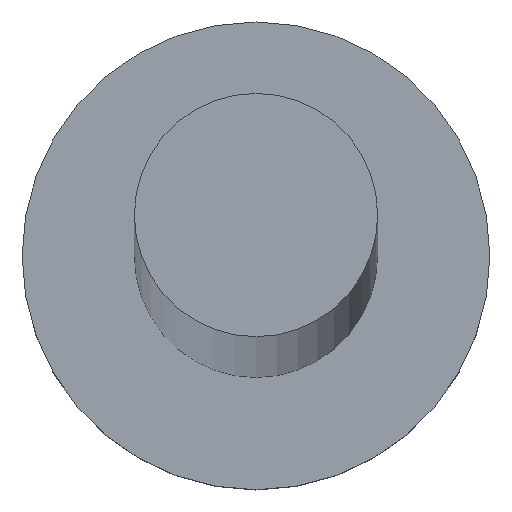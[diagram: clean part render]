
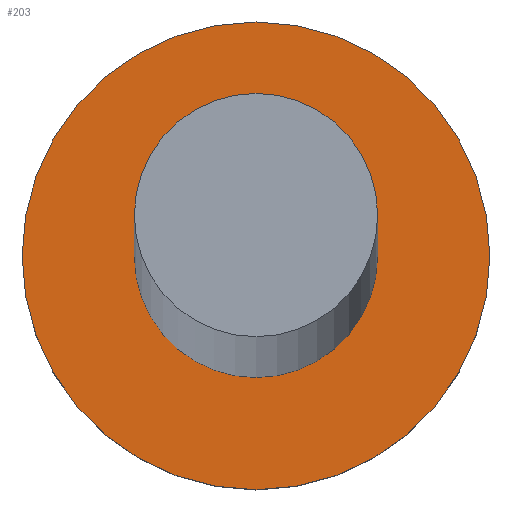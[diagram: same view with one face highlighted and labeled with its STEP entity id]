
A CAD part, top view. The second image highlights one B-rep face of the part: STEP entity #203.
In plain terms, the highlighted planar face has unit normal (0, 0, 1).
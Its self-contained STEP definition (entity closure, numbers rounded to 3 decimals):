
#2 = CIRCLE ( 'NONE', #22, 2.6 ) ;
#3 = ORIENTED_EDGE ( 'NONE', *, *, #199, .F. ) ;
#6 = CIRCLE ( 'NONE', #118, 2.6 ) ;
#14 = CIRCLE ( 'NONE', #116, 5. ) ;
#16 = AXIS2_PLACEMENT_3D ( 'NONE', #111, #212, #215 ) ;
#17 = CARTESIAN_POINT ( 'NONE',  ( -5., 0., 3. ) ) ;
#18 = DIRECTION ( 'NONE',  ( 0., 0., 1. ) ) ;
#19 = EDGE_CURVE ( 'NONE', #126, #168, #14, .T. ) ;
#22 = AXIS2_PLACEMENT_3D ( 'NONE', #75, #214, #33 ) ;
#26 = ORIENTED_EDGE ( 'NONE', *, *, #229, .F. ) ;
#33 = DIRECTION ( 'NONE',  ( 1., 0., 0. ) ) ;
#34 = FACE_BOUND ( 'NONE', #82, .T. ) ;
#42 = DIRECTION ( 'NONE',  ( 1., 0., 0. ) ) ;
#44 = ORIENTED_EDGE ( 'NONE', *, *, #19, .T. ) ;
#51 = DIRECTION ( 'NONE',  ( 0., 0., 1. ) ) ;
#53 = CARTESIAN_POINT ( 'NONE',  ( 5., 0., 3. ) ) ;
#70 = CIRCLE ( 'NONE', #16, 5. ) ;
#75 = CARTESIAN_POINT ( 'NONE',  ( 0., 0., 3. ) ) ;
#76 = FACE_OUTER_BOUND ( 'NONE', #165, .T. ) ;
#82 = EDGE_LOOP ( 'NONE', ( #3, #26 ) ) ;
#87 = DIRECTION ( 'NONE',  ( 1., 0., 0. ) ) ;
#111 = CARTESIAN_POINT ( 'NONE',  ( 0., 0., 3. ) ) ;
#115 = CARTESIAN_POINT ( 'NONE',  ( 0., 0., 3. ) ) ;
#116 = AXIS2_PLACEMENT_3D ( 'NONE', #148, #211, #42 ) ;
#118 = AXIS2_PLACEMENT_3D ( 'NONE', #172, #51, #87 ) ;
#126 = VERTEX_POINT ( 'NONE', #53 ) ;
#138 = AXIS2_PLACEMENT_3D ( 'NONE', #115, #18, #195 ) ;
#148 = CARTESIAN_POINT ( 'NONE',  ( 0., 0., 3. ) ) ;
#152 = CARTESIAN_POINT ( 'NONE',  ( 2.6, 0., 3. ) ) ;
#165 = EDGE_LOOP ( 'NONE', ( #228, #44 ) ) ;
#166 = VERTEX_POINT ( 'NONE', #236 ) ;
#168 = VERTEX_POINT ( 'NONE', #17 ) ;
#172 = CARTESIAN_POINT ( 'NONE',  ( 0., 0., 3. ) ) ;
#178 = EDGE_CURVE ( 'NONE', #168, #126, #70, .T. ) ;
#195 = DIRECTION ( 'NONE',  ( 1., 0., 0. ) ) ;
#199 = EDGE_CURVE ( 'NONE', #166, #251, #6, .T. ) ;
#203 = ADVANCED_FACE ( 'NONE', ( #34, #76 ), #217, .T. ) ;
#211 = DIRECTION ( 'NONE',  ( 0., 0., 1. ) ) ;
#212 = DIRECTION ( 'NONE',  ( 0., 0., 1. ) ) ;
#214 = DIRECTION ( 'NONE',  ( 0., 0., 1. ) ) ;
#215 = DIRECTION ( 'NONE',  ( 1., 0., 0. ) ) ;
#217 = PLANE ( 'NONE',  #138 ) ;
#228 = ORIENTED_EDGE ( 'NONE', *, *, #178, .T. ) ;
#229 = EDGE_CURVE ( 'NONE', #251, #166, #2, .T. ) ;
#236 = CARTESIAN_POINT ( 'NONE',  ( -2.6, 0., 3. ) ) ;
#251 = VERTEX_POINT ( 'NONE', #152 ) ;
